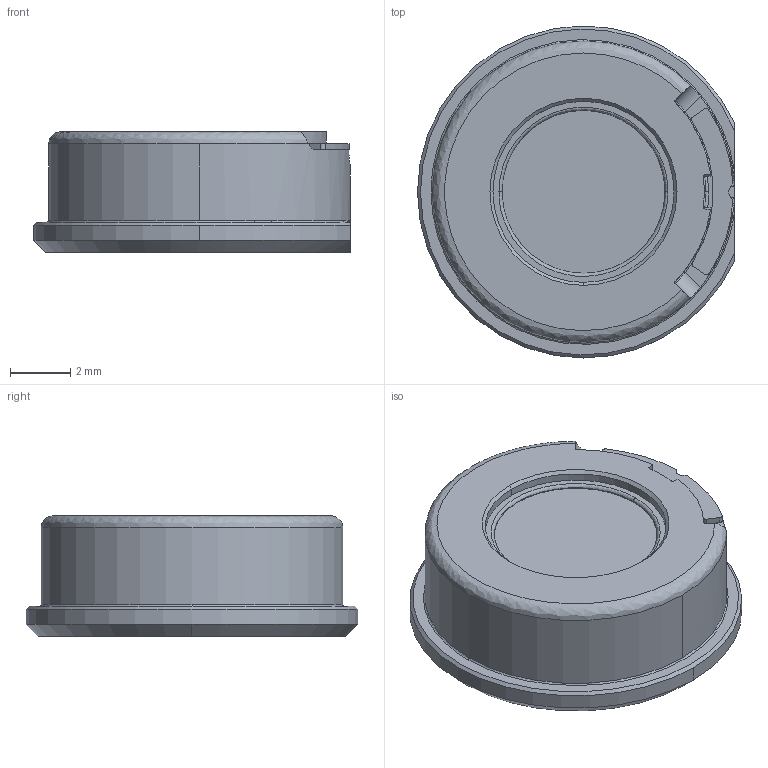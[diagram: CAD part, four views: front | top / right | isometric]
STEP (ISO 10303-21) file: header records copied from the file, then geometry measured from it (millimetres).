
FILE_DESCRIPTION (( 'STEP AP203' ), '1' );
FILE_NAME ('12_EL-3-10.STEP', '2020-07-31T03:40:04', ( '' ), ( '' ), 'SwSTEP 2.0', 'SolidWorks 2020', '' );
FILE_SCHEMA (( 'CONFIG_CONTROL_DESIGN' ));
Length unit declared in the file: millimetre
Products named in the file (1): 12_EL-3-10
Bounding box: 10.5 x 11 x 4 mm (x, y, z)
Volume: 284.2 mm3; surface area: 869.2 mm2
Topology: 9 solids, 9 shells, 157 faces, 381 edges, 245 vertices
Faces by surface type: cylinder 69, plane 50, bspline 31, cone 7
Entity records: 5784 total; most frequent: CARTESIAN_POINT 2113, ORIENTED_EDGE 762, DIRECTION 751, EDGE_CURVE 381, AXIS2_PLACEMENT_3D 306, VERTEX_POINT 245, CIRCLE 179, EDGE_LOOP 170
